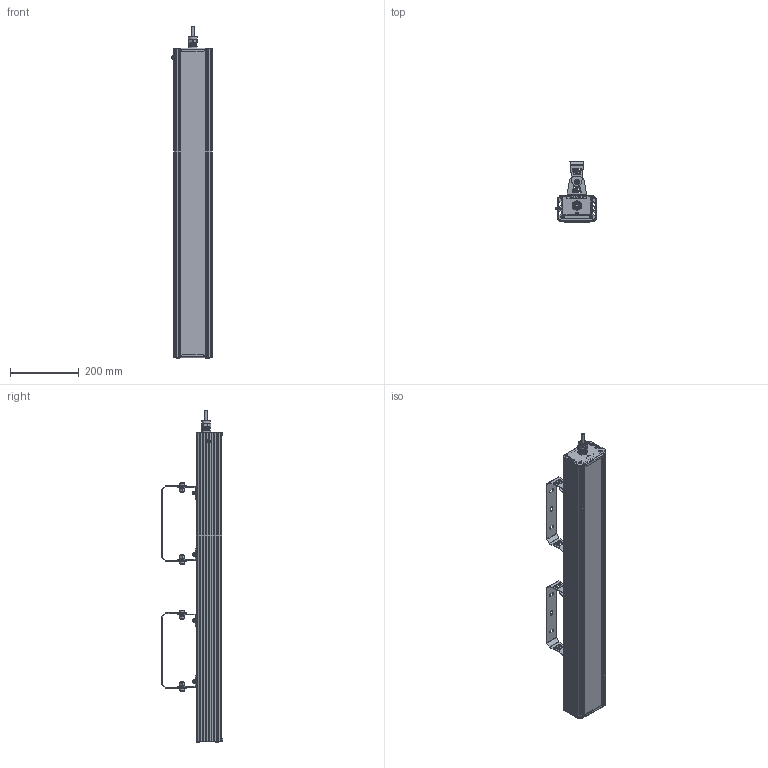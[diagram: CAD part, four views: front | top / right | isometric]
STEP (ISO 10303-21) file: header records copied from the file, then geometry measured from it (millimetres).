
FILE_DESCRIPTION(('STEP AP214'), '1');
FILE_NAME('001.0102.18.000 - ÃÑÏ-Ïðèìà-1Åõ-60', '2024-12-16T08:30:49', ('Ëóêîíèí Åâãåíèé'), ('ÎÊÁ Ñâîé Ñòèëü'), 'C3D Converter', 'C3D Toolkit', '');
FILE_SCHEMA(('AUTOMOTIVE_DESIGN { 1 0 10303 214 3 1 1}'));
Length unit declared in the file: millimetre
Products named in the file (43): 001.0102.18.000
Assembly tree (68 placements, depth 4):
  001.0102.18.000
    (unnamed)
      (unnamed)  x4
      (unnamed)  x4
      (unnamed)
      (unnamed)
      (unnamed)
      (unnamed)
      (unnamed)
      (unnamed)
      (unnamed)
      (unnamed)
      (unnamed)
        (unnamed)
      (unnamed)
      (unnamed)
      (unnamed)  x6
        (unnamed)
        (unnamed)
        (unnamed)
        (unnamed)
        (unnamed)
        (unnamed)
        (unnamed)
        (unnamed)
    (unnamed)  x2
      (unnamed)
      (unnamed)
      (unnamed)
      (unnamed)
      (unnamed)
      (unnamed)
      (unnamed)
      (unnamed)
      (unnamed)
      (unnamed)
      (unnamed)
      (unnamed)
      (unnamed)
      (unnamed)
      (unnamed)
      (unnamed)
      (unnamed)
Bounding box: 117.15 x 178.44 x 966.5 mm (x, y, z)
Volume: 1713567.8 mm3; surface area: 1448448.9 mm2
Topology: 244 solids, 244 shells, 3209 faces, 7817 edges, 5168 vertices
Faces by surface type: plane 2095, cylinder 964, cone 105, bspline 35, torus 10
Full cylindrical faces by diameter (mm): 2 x12, 2.5 x24, 2.8 x150, 3.5 x30, 4 x9, 4.917 x4, 5 x3, 6 x9, 6.6 x4, 6.647 x4, 7 x2, 8 x12, 8.5 x8, 9 x8, 10 x1, 11 x4, 12.5 x1, 13 x5, 15 x8, 16 x1, 17 x1, 18 x1, 18.5 x1, 19 x1, 20 x1, 21.5 x1, 22 x2, 25.5 x1
Entity records: 77269 total; most frequent: CARTESIAN_POINT 35956, DIRECTION 7790, ORIENTED_EDGE 6748, EDGE_CURVE 3374, AXIS2_PLACEMENT_3D 2823, VERTEX_POINT 2322, LINE 2144, VECTOR 2144
